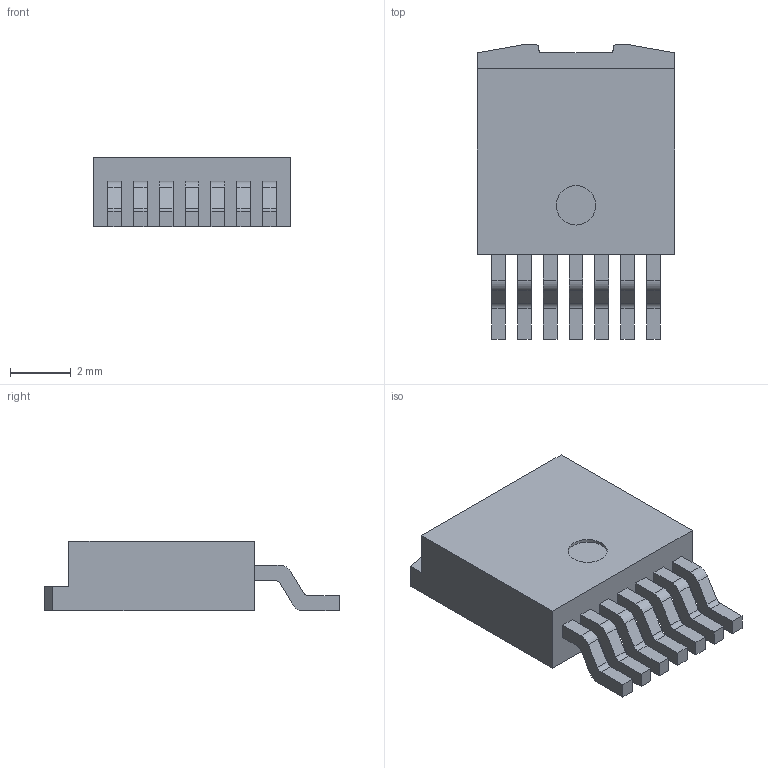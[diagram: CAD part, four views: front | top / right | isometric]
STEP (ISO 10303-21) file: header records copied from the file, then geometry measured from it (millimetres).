
FILE_DESCRIPTION( ( '' ), ' ' );
FILE_NAME( '5ac74a69da5f360eb23192af.step', '2018-04-06T10:22:33', ( '' ), ( '' ), ' ', ' ', ' ' );
FILE_SCHEMA( ( 'AUTOMOTIVE_DESIGN { 1 0 10303 214 1 1 1 1 }' ) );
Length unit declared in the file: metre
Products named in the file (1): Open CASCADE STEP translator 6.8 1
Bounding box: 6.5 x 9.7 x 2.3 mm (x, y, z)
Volume: 99.6 mm3; surface area: 191.3 mm2
Topology: 1 solids, 1 shells, 111 faces, 303 edges, 202 vertices
Faces by surface type: plane 78, cylinder 33
Full cylindrical faces by diameter (mm): 1.295 x1
Entity records: 5912 total; most frequent: CARTESIAN_POINT 616, ORIENTED_EDGE 604, DIRECTION 592, STYLED_ITEM 413, PRESENTATION_STYLE_ASSIGNMENT 413, COLOUR_RGB 413, EDGE_CURVE 302, CURVE_STYLE 302
